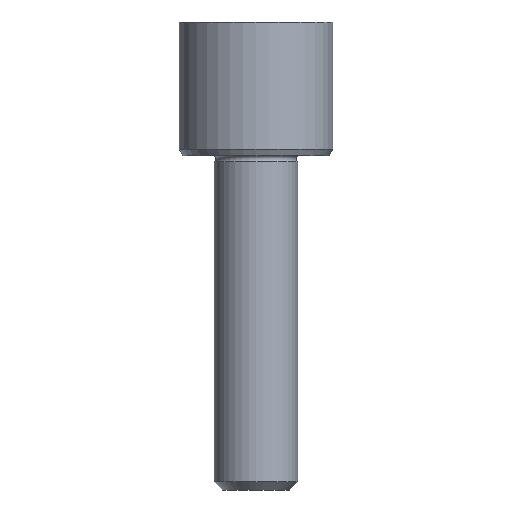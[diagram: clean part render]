
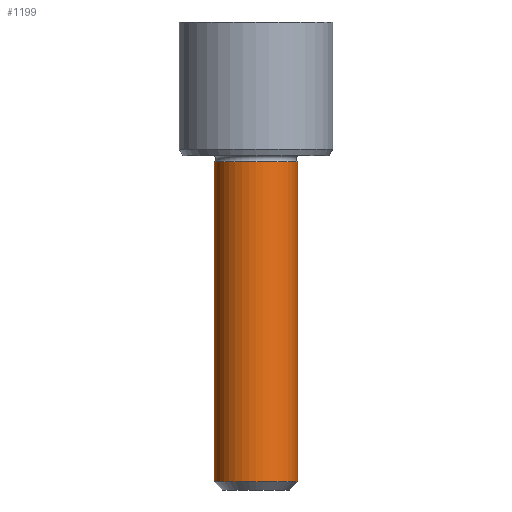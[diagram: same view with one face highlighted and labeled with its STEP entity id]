
A CAD part, front view. The second image highlights one B-rep face of the part: STEP entity #1199.
In plain terms, the highlighted cylindrical face has radius 1.25 mm (diameter 2.5 mm), a full revolution.
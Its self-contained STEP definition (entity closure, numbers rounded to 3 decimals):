
#148=LINE('',#2390,#230);
#230=VECTOR('',#1496,1.25);
#236=CYLINDRICAL_SURFACE('',#1284,1.25);
#299=FACE_OUTER_BOUND('',#367,.T.);
#367=EDGE_LOOP('',(#1063,#1064,#1065,#1066,#1067));
#461=CIRCLE('',#1283,1.25);
#462=CIRCLE('',#1285,1.25);
#463=CIRCLE('',#1286,1.25);
#584=VERTEX_POINT('',#2382);
#585=VERTEX_POINT('',#2386);
#586=VERTEX_POINT('',#2387);
#757=EDGE_CURVE('',#584,#584,#461,.T.);
#759=EDGE_CURVE('',#585,#586,#462,.T.);
#760=EDGE_CURVE('',#586,#585,#463,.T.);
#761=EDGE_CURVE('',#586,#584,#148,.T.);
#1063=ORIENTED_EDGE('',*,*,#759,.F.);
#1064=ORIENTED_EDGE('',*,*,#760,.F.);
#1065=ORIENTED_EDGE('',*,*,#761,.T.);
#1066=ORIENTED_EDGE('',*,*,#757,.T.);
#1067=ORIENTED_EDGE('',*,*,#761,.F.);
#1199=ADVANCED_FACE('',(#299),#236,.T.);
#1283=AXIS2_PLACEMENT_3D('',#2383,#1487,#1488);
#1284=AXIS2_PLACEMENT_3D('',#2385,#1490,#1491);
#1285=AXIS2_PLACEMENT_3D('',#2388,#1492,#1493);
#1286=AXIS2_PLACEMENT_3D('',#2389,#1494,#1495);
#1487=DIRECTION('center_axis',(0.,0.,1.));
#1488=DIRECTION('ref_axis',(0.,-1.,0.));
#1490=DIRECTION('center_axis',(0.,0.,1.));
#1491=DIRECTION('ref_axis',(0.,-1.,0.));
#1492=DIRECTION('center_axis',(0.,0.,1.));
#1493=DIRECTION('ref_axis',(0.,-1.,0.));
#1494=DIRECTION('center_axis',(0.,0.,1.));
#1495=DIRECTION('ref_axis',(0.,-1.,0.));
#1496=DIRECTION('',(0.,0.,-1.));
#2382=CARTESIAN_POINT('',(0.,1.25,-9.75));
#2383=CARTESIAN_POINT('Origin',(0.,0.,-9.75));
#2385=CARTESIAN_POINT('Origin',(0.,0.,-4.968));
#2386=CARTESIAN_POINT('',(-1.25,0.,-0.187));
#2387=CARTESIAN_POINT('',(0.,1.25,-0.187));
#2388=CARTESIAN_POINT('Origin',(0.,0.,-0.187));
#2389=CARTESIAN_POINT('Origin',(0.,0.,-0.187));
#2390=CARTESIAN_POINT('',(0.,1.25,-4.968));
